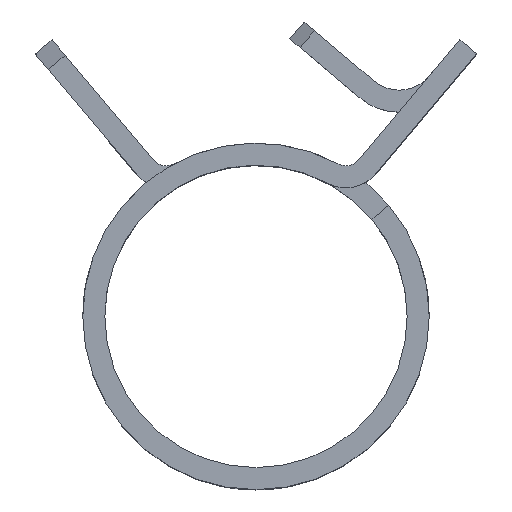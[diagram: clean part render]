
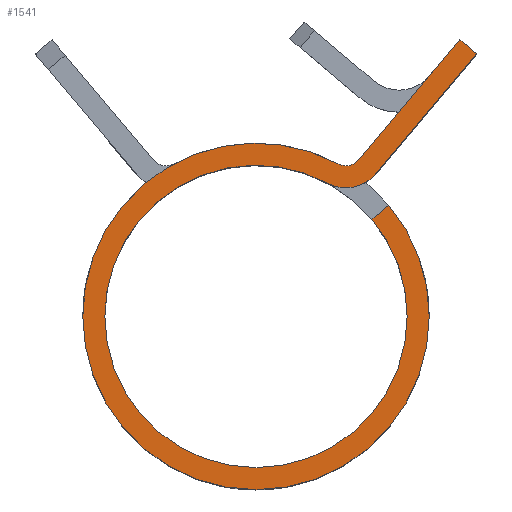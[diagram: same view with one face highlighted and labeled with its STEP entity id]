
A CAD part, top view. The second image highlights one B-rep face of the part: STEP entity #1541.
In plain terms, the highlighted planar face has unit normal (0, 0, 1).
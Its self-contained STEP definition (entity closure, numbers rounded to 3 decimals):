
#93 = DIRECTION ( 'NONE',  ( 0.767, 0.642, 0. ) ) ;
#111 = CIRCLE ( 'NONE', #3161, 8.9 ) ;
#136 = CARTESIAN_POINT ( 'NONE',  ( 0., 0., 6. ) ) ;
#171 = DIRECTION ( 'NONE',  ( 1., 0., 0. ) ) ;
#204 = CIRCLE ( 'NONE', #5264, 10.2 ) ;
#288 = DIRECTION ( 'NONE',  ( 1., 0., 0. ) ) ;
#305 = DIRECTION ( 'NONE',  ( 0., 0., -1. ) ) ;
#306 = EDGE_CURVE ( 'NONE', #4352, #4028, #111, .T. ) ;
#370 = CARTESIAN_POINT ( 'NONE',  ( 12.005, 16.298, 6. ) ) ;
#432 = VERTEX_POINT ( 'NONE', #3976 ) ;
#471 = EDGE_CURVE ( 'NONE', #432, #3658, #3635, .T. ) ;
#478 = EDGE_CURVE ( 'NONE', #3795, #2785, #2821, .T. ) ;
#584 = CARTESIAN_POINT ( 'NONE',  ( 0., 0., 6. ) ) ;
#594 = CARTESIAN_POINT ( 'NONE',  ( 7.82, 6.549, 6. ) ) ;
#743 = AXIS2_PLACEMENT_3D ( 'NONE', #2732, #1350, #1747 ) ;
#795 = PLANE ( 'NONE',  #5113 ) ;
#831 = AXIS2_PLACEMENT_3D ( 'NONE', #3190, #305, #5528 ) ;
#857 = DIRECTION ( 'NONE',  ( 0., 0., 1. ) ) ;
#1010 = EDGE_CURVE ( 'NONE', #4587, #1967, #5594, .T. ) ;
#1031 = VECTOR ( 'NONE', #5989, 1000. ) ;
#1198 = CARTESIAN_POINT ( 'NONE',  ( 0., 0., 6. ) ) ;
#1306 = DIRECTION ( 'NONE',  ( 1., 0., 0. ) ) ;
#1328 = CIRCLE ( 'NONE', #831, 1. ) ;
#1350 = DIRECTION ( 'NONE',  ( 0., 0., -1. ) ) ;
#1379 = VERTEX_POINT ( 'NONE', #2590 ) ;
#1419 = ORIENTED_EDGE ( 'NONE', *, *, #5088, .T. ) ;
#1541 = ADVANCED_FACE ( 'NONE', ( #3246 ), #795, .T. ) ;
#1587 = CIRCLE ( 'NONE', #3376, 10.2 ) ;
#1715 = CIRCLE ( 'NONE', #2511, 10.2 ) ;
#1747 = DIRECTION ( 'NONE',  ( -1., 0., 0. ) ) ;
#1762 = CARTESIAN_POINT ( 'NONE',  ( 13., 15.461, 6. ) ) ;
#1841 = CARTESIAN_POINT ( 'NONE',  ( 10.2, 0., 6. ) ) ;
#1967 = VERTEX_POINT ( 'NONE', #594 ) ;
#2015 = CARTESIAN_POINT ( 'NONE',  ( 6.824, 5.714, 6. ) ) ;
#2084 = ORIENTED_EDGE ( 'NONE', *, *, #306, .F. ) ;
#2107 = EDGE_CURVE ( 'NONE', #1379, #4827, #1715, .T. ) ;
#2180 = EDGE_CURVE ( 'NONE', #4822, #3795, #3622, .T. ) ;
#2245 = EDGE_CURVE ( 'NONE', #3658, #3560, #1328, .T. ) ;
#2255 = EDGE_CURVE ( 'NONE', #432, #4822, #4624, .T. ) ;
#2311 = VECTOR ( 'NONE', #5616, 1000. ) ;
#2511 = AXIS2_PLACEMENT_3D ( 'NONE', #3253, #2812, #1306 ) ;
#2547 = ORIENTED_EDGE ( 'NONE', *, *, #5152, .T. ) ;
#2590 = CARTESIAN_POINT ( 'NONE',  ( -10.2, 0., 6. ) ) ;
#2679 = AXIS2_PLACEMENT_3D ( 'NONE', #3280, #3312, #3340 ) ;
#2732 = CARTESIAN_POINT ( 'NONE',  ( 5.294, 9.87, 6. ) ) ;
#2740 = CARTESIAN_POINT ( 'NONE',  ( 0., 0., 6. ) ) ;
#2785 = VERTEX_POINT ( 'NONE', #3800 ) ;
#2790 = CARTESIAN_POINT ( 'NONE',  ( 6.059, 9.226, 6. ) ) ;
#2812 = DIRECTION ( 'NONE',  ( 0., 0., 1. ) ) ;
#2821 = CIRCLE ( 'NONE', #743, 2.3 ) ;
#2957 = CARTESIAN_POINT ( 'NONE',  ( -8.9, 0., 6. ) ) ;
#3008 = ORIENTED_EDGE ( 'NONE', *, *, #478, .F. ) ;
#3140 = EDGE_CURVE ( 'NONE', #2785, #4352, #4305, .T. ) ;
#3161 = AXIS2_PLACEMENT_3D ( 'NONE', #1198, #6005, #288 ) ;
#3176 = DIRECTION ( 'NONE',  ( -0.644, -0.765, 0. ) ) ;
#3190 = CARTESIAN_POINT ( 'NONE',  ( 5.294, 9.87, 6. ) ) ;
#3246 = FACE_OUTER_BOUND ( 'NONE', #3681, .T. ) ;
#3253 = CARTESIAN_POINT ( 'NONE',  ( 0., 0., 6. ) ) ;
#3280 = CARTESIAN_POINT ( 'NONE',  ( 0., 0., 6. ) ) ;
#3312 = DIRECTION ( 'NONE',  ( 0., 0., 1. ) ) ;
#3340 = DIRECTION ( 'NONE',  ( 1., 0., 0. ) ) ;
#3376 = AXIS2_PLACEMENT_3D ( 'NONE', #584, #5762, #171 ) ;
#3560 = VERTEX_POINT ( 'NONE', #4392 ) ;
#3604 = VECTOR ( 'NONE', #93, 1000. ) ;
#3622 = LINE ( 'NONE', #1762, #2311 ) ;
#3635 = LINE ( 'NONE', #5658, #4608 ) ;
#3658 = VERTEX_POINT ( 'NONE', #2790 ) ;
#3681 = EDGE_LOOP ( 'NONE', ( #1419, #5243, #2547, #4180, #5236, #2084, #6117, #3008, #4139, #5427, #5706, #4128 ) ) ;
#3795 = VERTEX_POINT ( 'NONE', #5928 ) ;
#3800 = CARTESIAN_POINT ( 'NONE',  ( 4.207, 7.843, 6. ) ) ;
#3941 = DIRECTION ( 'NONE',  ( 0., 0., 1. ) ) ;
#3976 = CARTESIAN_POINT ( 'NONE',  ( 12.005, 16.298, 6. ) ) ;
#4028 = VERTEX_POINT ( 'NONE', #4370 ) ;
#4128 = ORIENTED_EDGE ( 'NONE', *, *, #2245, .T. ) ;
#4139 = ORIENTED_EDGE ( 'NONE', *, *, #2180, .F. ) ;
#4180 = ORIENTED_EDGE ( 'NONE', *, *, #1010, .F. ) ;
#4201 = CARTESIAN_POINT ( 'NONE',  ( 13., 15.461, 6. ) ) ;
#4218 = DIRECTION ( 'NONE',  ( 1., 0., 0. ) ) ;
#4277 = CARTESIAN_POINT ( 'NONE',  ( 0., 0., 6. ) ) ;
#4305 = CIRCLE ( 'NONE', #4702, 8.9 ) ;
#4352 = VERTEX_POINT ( 'NONE', #2957 ) ;
#4370 = CARTESIAN_POINT ( 'NONE',  ( 8.9, 0., 6. ) ) ;
#4392 = CARTESIAN_POINT ( 'NONE',  ( 4.821, 8.989, 6. ) ) ;
#4587 = VERTEX_POINT ( 'NONE', #4706 ) ;
#4608 = VECTOR ( 'NONE', #3176, 1000. ) ;
#4624 = LINE ( 'NONE', #370, #1031 ) ;
#4702 = AXIS2_PLACEMENT_3D ( 'NONE', #136, #3941, #5441 ) ;
#4706 = CARTESIAN_POINT ( 'NONE',  ( 6.824, 5.714, 6. ) ) ;
#4822 = VERTEX_POINT ( 'NONE', #4201 ) ;
#4827 = VERTEX_POINT ( 'NONE', #1841 ) ;
#5088 = EDGE_CURVE ( 'NONE', #3560, #1379, #204, .T. ) ;
#5113 = AXIS2_PLACEMENT_3D ( 'NONE', #2740, #857, #5546 ) ;
#5114 = EDGE_CURVE ( 'NONE', #4028, #4587, #6058, .T. ) ;
#5152 = EDGE_CURVE ( 'NONE', #4827, #1967, #1587, .T. ) ;
#5236 = ORIENTED_EDGE ( 'NONE', *, *, #5114, .F. ) ;
#5243 = ORIENTED_EDGE ( 'NONE', *, *, #2107, .T. ) ;
#5264 = AXIS2_PLACEMENT_3D ( 'NONE', #4277, #5728, #4218 ) ;
#5427 = ORIENTED_EDGE ( 'NONE', *, *, #2255, .F. ) ;
#5441 = DIRECTION ( 'NONE',  ( 1., 0., 0. ) ) ;
#5528 = DIRECTION ( 'NONE',  ( 1., 0., 0. ) ) ;
#5546 = DIRECTION ( 'NONE',  ( 1., 0., 0. ) ) ;
#5594 = LINE ( 'NONE', #2015, #3604 ) ;
#5616 = DIRECTION ( 'NONE',  ( -0.644, -0.765, 0. ) ) ;
#5658 = CARTESIAN_POINT ( 'NONE',  ( 12.005, 16.298, 6. ) ) ;
#5706 = ORIENTED_EDGE ( 'NONE', *, *, #471, .T. ) ;
#5728 = DIRECTION ( 'NONE',  ( 0., 0., 1. ) ) ;
#5762 = DIRECTION ( 'NONE',  ( 0., 0., 1. ) ) ;
#5928 = CARTESIAN_POINT ( 'NONE',  ( 7.054, 8.39, 6. ) ) ;
#5989 = DIRECTION ( 'NONE',  ( 0.765, -0.644, 0. ) ) ;
#6005 = DIRECTION ( 'NONE',  ( 0., 0., 1. ) ) ;
#6058 = CIRCLE ( 'NONE', #2679, 8.9 ) ;
#6117 = ORIENTED_EDGE ( 'NONE', *, *, #3140, .F. ) ;
